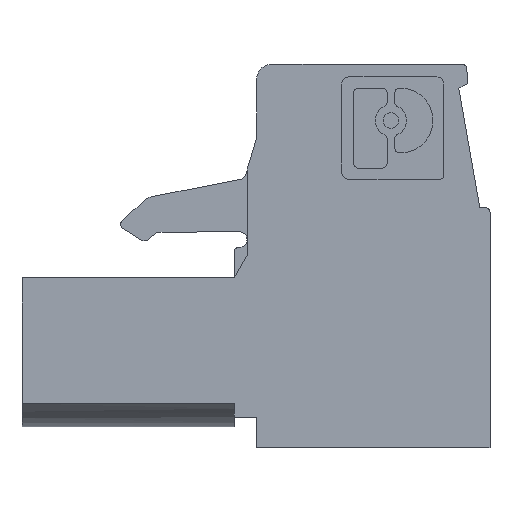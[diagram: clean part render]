
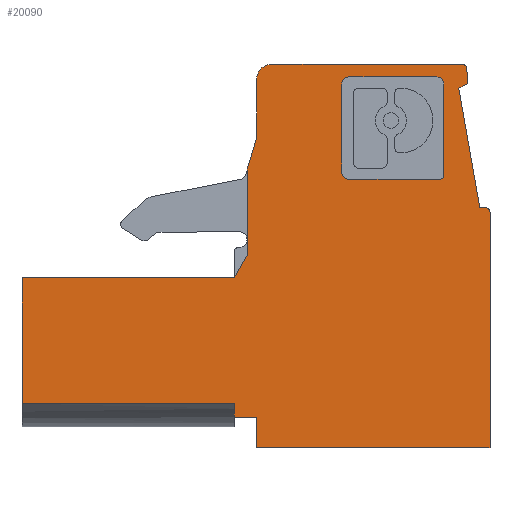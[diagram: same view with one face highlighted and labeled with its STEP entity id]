
A CAD part, left-side view. The second image highlights one B-rep face of the part: STEP entity #20090.
In plain terms, the highlighted face is planar.
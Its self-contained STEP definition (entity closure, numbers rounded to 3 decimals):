
#2780=CARTESIAN_POINT('',(50.097,52.313,2.54));
#2790=DIRECTION('',(0.,0.,1.));
#2800=DIRECTION('',(1.,0.,0.));
#2810=AXIS2_PLACEMENT_3D('',#2780,#2790,#2800);
#2820=CIRCLE('',#2810,0.6);
#2830=CARTESIAN_POINT('',(50.097,52.913,2.54));
#2840=VERTEX_POINT('',#2830);
#2850=CARTESIAN_POINT('',(49.497,52.313,2.54));
#2860=VERTEX_POINT('',#2850);
#2870=EDGE_CURVE('',#2840,#2860,#2820,.T.);
#5880=CARTESIAN_POINT('',(60.024,0.,2.54));
#5890=DIRECTION('',(-0.044,0.999,0.));
#5900=VECTOR('',#5890,1.);
#5910=LINE('',#5880,#5900);
#5920=CARTESIAN_POINT('',(57.747,52.163,2.54));
#5930=VERTEX_POINT('',#5920);
#5940=CARTESIAN_POINT('',(57.722,52.721,2.54));
#5950=VERTEX_POINT('',#5940);
#5960=EDGE_CURVE('',#5930,#5950,#5910,.T.);
#6490=CARTESIAN_POINT('',(40.327,39.643,2.54));
#6500=VERTEX_POINT('',#6490);
#6530=CARTESIAN_POINT('',(0.,39.643,2.54));
#6540=DIRECTION('',(1.,0.,0.));
#6550=VECTOR('',#6540,1.);
#6560=LINE('',#6530,#6550);
#6570=CARTESIAN_POINT('',(48.627,39.643,2.54));
#6580=VERTEX_POINT('',#6570);
#6590=EDGE_CURVE('',#6500,#6580,#6560,.T.);
#13650=CARTESIAN_POINT('',(48.627,44.558,2.54));
#13660=VERTEX_POINT('',#13650);
#13690=CARTESIAN_POINT('',(0.,44.558,2.54));
#13700=DIRECTION('',(1.,0.,0.));
#13710=VECTOR('',#13700,1.);
#13720=LINE('',#13690,#13710);
#13730=CARTESIAN_POINT('',(40.327,44.558,2.54));
#13740=VERTEX_POINT('',#13730);
#13750=EDGE_CURVE('',#13740,#13660,#13720,.T.);
#14470=CARTESIAN_POINT('',(58.627,47.113,2.54));
#14480=VERTEX_POINT('',#14470);
#14510=CARTESIAN_POINT('',(58.427,47.113,2.54));
#14520=DIRECTION('',(0.,0.,1.));
#14530=DIRECTION('',(1.,0.,0.));
#14540=AXIS2_PLACEMENT_3D('',#14510,#14520,#14530);
#14550=CIRCLE('',#14540,0.2);
#14560=CARTESIAN_POINT('',(58.427,47.313,2.54));
#14570=VERTEX_POINT('',#14560);
#14580=EDGE_CURVE('',#14480,#14570,#14550,.T.);
#17250=CARTESIAN_POINT('',(40.327,0.,2.54));
#17260=DIRECTION('',(0.,1.,0.));
#17270=VECTOR('',#17260,1.);
#17280=LINE('',#17250,#17270);
#17290=EDGE_CURVE('',#6500,#13740,#17280,.T.);
#17960=CARTESIAN_POINT('',(48.627,0.,2.54));
#17970=DIRECTION('',(0.,-1.,0.));
#17980=VECTOR('',#17970,1.);
#17990=LINE('',#17960,#17980);
#18000=CARTESIAN_POINT('',(48.627,39.113,2.54));
#18010=VERTEX_POINT('',#18000);
#18020=EDGE_CURVE('',#6580,#18010,#17990,.T.);
#18200=CARTESIAN_POINT('',(0.,0.,2.54));
#18210=DIRECTION('',(0.,0.,1.));
#18220=DIRECTION('',(1.,0.,0.));
#18230=AXIS2_PLACEMENT_3D('',#18200,#18210,#18220);
#18240=PLANE('',#18230);
#18250=CARTESIAN_POINT('',(53.107,52.132,2.54));
#18260=DIRECTION('',(0.,0.,1.));
#18270=DIRECTION('',(1.,0.,0.));
#18280=AXIS2_PLACEMENT_3D('',#18250,#18260,#18270);
#18290=CIRCLE('',#18280,0.281);
#18300=CARTESIAN_POINT('',(53.107,52.413,2.54));
#18310=VERTEX_POINT('',#18300);
#18320=CARTESIAN_POINT('',(52.826,52.132,2.54));
#18330=VERTEX_POINT('',#18320);
#18340=EDGE_CURVE('',#18310,#18330,#18290,.T.);
#18350=ORIENTED_EDGE('',*,*,#18340,.F.);
#18360=CARTESIAN_POINT('',(52.826,0.,2.54));
#18370=DIRECTION('',(0.,1.,0.));
#18380=VECTOR('',#18370,1.);
#18390=LINE('',#18360,#18380);
#18400=CARTESIAN_POINT('',(52.826,48.694,2.54));
#18410=VERTEX_POINT('',#18400);
#18420=EDGE_CURVE('',#18410,#18330,#18390,.T.);
#18430=ORIENTED_EDGE('',*,*,#18420,.T.);
#18440=CARTESIAN_POINT('',(53.107,48.694,2.54));
#18450=DIRECTION('',(0.,0.,1.));
#18460=DIRECTION('',(1.,0.,0.));
#18470=AXIS2_PLACEMENT_3D('',#18440,#18450,#18460);
#18480=CIRCLE('',#18470,0.281);
#18490=CARTESIAN_POINT('',(53.107,48.413,2.54));
#18500=VERTEX_POINT('',#18490);
#18510=EDGE_CURVE('',#18410,#18500,#18480,.T.);
#18520=ORIENTED_EDGE('',*,*,#18510,.F.);
#18530=CARTESIAN_POINT('',(0.,48.413,2.54));
#18540=DIRECTION('',(-1.,0.,0.));
#18550=VECTOR('',#18540,1.);
#18560=LINE('',#18530,#18550);
#18570=CARTESIAN_POINT('',(56.645,48.413,2.54));
#18580=VERTEX_POINT('',#18570);
#18590=EDGE_CURVE('',#18580,#18500,#18560,.T.);
#18600=ORIENTED_EDGE('',*,*,#18590,.T.);
#18610=CARTESIAN_POINT('',(56.645,48.694,2.54));
#18620=DIRECTION('',(0.,0.,1.));
#18630=DIRECTION('',(1.,0.,0.));
#18640=AXIS2_PLACEMENT_3D('',#18610,#18620,#18630);
#18650=CIRCLE('',#18640,0.281);
#18660=CARTESIAN_POINT('',(56.826,48.479,2.54));
#18670=VERTEX_POINT('',#18660);
#18680=EDGE_CURVE('',#18580,#18670,#18650,.T.);
#18690=ORIENTED_EDGE('',*,*,#18680,.F.);
#18700=CARTESIAN_POINT('',(56.826,0.,2.54));
#18710=DIRECTION('',(0.,-1.,0.));
#18720=VECTOR('',#18710,1.);
#18730=LINE('',#18700,#18720);
#18740=CARTESIAN_POINT('',(56.826,52.132,2.54));
#18750=VERTEX_POINT('',#18740);
#18760=EDGE_CURVE('',#18750,#18670,#18730,.T.);
#18770=ORIENTED_EDGE('',*,*,#18760,.T.);
#18780=CARTESIAN_POINT('',(56.545,52.132,2.54));
#18790=DIRECTION('',(0.,0.,1.));
#18800=DIRECTION('',(1.,0.,0.));
#18810=AXIS2_PLACEMENT_3D('',#18780,#18790,#18800);
#18820=CIRCLE('',#18810,0.281);
#18830=CARTESIAN_POINT('',(56.545,52.413,2.54));
#18840=VERTEX_POINT('',#18830);
#18850=EDGE_CURVE('',#18750,#18840,#18820,.T.);
#18860=ORIENTED_EDGE('',*,*,#18850,.F.);
#18870=CARTESIAN_POINT('',(0.,52.413,2.54));
#18880=DIRECTION('',(1.,0.,0.));
#18890=VECTOR('',#18880,1.);
#18900=LINE('',#18870,#18890);
#18910=EDGE_CURVE('',#18310,#18840,#18900,.T.);
#18920=ORIENTED_EDGE('',*,*,#18910,.T.);
#18930=EDGE_LOOP('',(#18920,#18860,#18770,#18690,#18600,#18520,#18430,
#18350));
#18940=FACE_BOUND('',#18930,.T.);
#18950=CARTESIAN_POINT('',(0.,39.113,2.54));
#18960=DIRECTION('',(-1.,0.,0.));
#18970=VECTOR('',#18960,1.);
#18980=LINE('',#18950,#18970);
#18990=CARTESIAN_POINT('',(49.497,39.113,2.54));
#19000=VERTEX_POINT('',#18990);
#19010=EDGE_CURVE('',#19000,#18010,#18980,.T.);
#19020=ORIENTED_EDGE('',*,*,#19010,.F.);
#19030=ORIENTED_EDGE('',*,*,#18020,.T.);
#19040=ORIENTED_EDGE('',*,*,#6590,.T.);
#19050=ORIENTED_EDGE('',*,*,#17290,.F.);
#19060=ORIENTED_EDGE('',*,*,#13750,.F.);
#19070=CARTESIAN_POINT('',(22.901,0.,2.54));
#19080=DIRECTION('',(-0.5,-0.866,0.));
#19090=VECTOR('',#19080,1.);
#19100=LINE('',#19070,#19090);
#19110=CARTESIAN_POINT('',(49.127,45.424,2.54));
#19120=VERTEX_POINT('',#19110);
#19130=EDGE_CURVE('',#19120,#13660,#19100,.T.);
#19140=ORIENTED_EDGE('',*,*,#19130,.T.);
#19150=CARTESIAN_POINT('',(49.127,0.,2.54));
#19160=DIRECTION('',(0.,1.,0.));
#19170=VECTOR('',#19160,1.);
#19180=LINE('',#19150,#19170);
#19190=CARTESIAN_POINT('',(49.127,48.775,2.54));
#19200=VERTEX_POINT('',#19190);
#19210=EDGE_CURVE('',#19120,#19200,#19180,.T.);
#19220=ORIENTED_EDGE('',*,*,#19210,.F.);
#19230=CARTESIAN_POINT('',(0.,76.681,2.54));
#19240=DIRECTION('',(-0.87,0.494,0.));
#19250=VECTOR('',#19240,1.);
#19260=LINE('',#19230,#19250);
#19270=CARTESIAN_POINT('',(49.127,48.775,2.54));
#19280=VERTEX_POINT('',#19270);
#19290=EDGE_CURVE('',#19200,#19280,#19260,.T.);
#19300=ORIENTED_EDGE('',*,*,#19290,.F.);
#19310=CARTESIAN_POINT('',(34.539,0.,2.54));
#19320=DIRECTION('',(-0.287,-0.958,0.));
#19330=VECTOR('',#19320,1.);
#19340=LINE('',#19310,#19330);
#19350=CARTESIAN_POINT('',(49.497,50.013,2.54));
#19360=VERTEX_POINT('',#19350);
#19370=EDGE_CURVE('',#19360,#19280,#19340,.T.);
#19380=ORIENTED_EDGE('',*,*,#19370,.T.);
#19390=CARTESIAN_POINT('',(49.497,0.,2.54));
#19400=DIRECTION('',(0.,1.,0.));
#19410=VECTOR('',#19400,1.);
#19420=LINE('',#19390,#19410);
#19430=EDGE_CURVE('',#19360,#2860,#19420,.T.);
#19440=ORIENTED_EDGE('',*,*,#19430,.F.);
#19450=ORIENTED_EDGE('',*,*,#2870,.T.);
#19460=CARTESIAN_POINT('',(0.,52.913,2.54));
#19470=DIRECTION('',(1.,0.,0.));
#19480=VECTOR('',#19470,1.);
#19490=LINE('',#19460,#19480);
#19500=CARTESIAN_POINT('',(57.522,52.913,2.54));
#19510=VERTEX_POINT('',#19500);
#19520=EDGE_CURVE('',#2840,#19510,#19490,.T.);
#19530=ORIENTED_EDGE('',*,*,#19520,.F.);
#19540=CARTESIAN_POINT('',(57.522,52.713,2.54));
#19550=DIRECTION('',(0.,0.,1.));
#19560=DIRECTION('',(1.,0.,0.));
#19570=AXIS2_PLACEMENT_3D('',#19540,#19550,#19560);
#19580=CIRCLE('',#19570,0.2);
#19590=EDGE_CURVE('',#5950,#19510,#19580,.T.);
#19600=ORIENTED_EDGE('',*,*,#19590,.T.);
#19610=ORIENTED_EDGE('',*,*,#5960,.T.);
#19620=CARTESIAN_POINT('',(0.,18.823,2.54));
#19630=DIRECTION('',(-0.866,-0.5,0.));
#19640=VECTOR('',#19630,1.);
#19650=LINE('',#19620,#19640);
#19660=CARTESIAN_POINT('',(57.406,51.966,2.54));
#19670=VERTEX_POINT('',#19660);
#19680=EDGE_CURVE('',#5930,#19670,#19650,.T.);
#19690=ORIENTED_EDGE('',*,*,#19680,.F.);
#19700=CARTESIAN_POINT('',(66.569,0.,2.54));
#19710=DIRECTION('',(0.174,-0.985,0.));
#19720=VECTOR('',#19710,1.);
#19730=LINE('',#19700,#19720);
#19740=CARTESIAN_POINT('',(58.227,47.313,2.54));
#19750=VERTEX_POINT('',#19740);
#19760=EDGE_CURVE('',#19670,#19750,#19730,.T.);
#19770=ORIENTED_EDGE('',*,*,#19760,.F.);
#19780=CARTESIAN_POINT('',(0.1,47.313,2.54));
#19790=DIRECTION('',(-1.,0.,0.));
#19800=VECTOR('',#19790,1.);
#19810=LINE('',#19780,#19800);
#19820=EDGE_CURVE('',#14570,#19750,#19810,.T.);
#19830=ORIENTED_EDGE('',*,*,#19820,.T.);
#19840=ORIENTED_EDGE('',*,*,#14580,.T.);
#19850=CARTESIAN_POINT('',(58.627,0.,2.54));
#19860=DIRECTION('',(0.,-1.,0.));
#19870=VECTOR('',#19860,1.);
#19880=LINE('',#19850,#19870);
#19890=CARTESIAN_POINT('',(58.627,37.913,2.54));
#19900=VERTEX_POINT('',#19890);
#19910=EDGE_CURVE('',#14480,#19900,#19880,.T.);
#19920=ORIENTED_EDGE('',*,*,#19910,.F.);
#19930=CARTESIAN_POINT('',(0.,37.913,2.54));
#19940=DIRECTION('',(-1.,0.,0.));
#19950=VECTOR('',#19940,1.);
#19960=LINE('',#19930,#19950);
#19970=CARTESIAN_POINT('',(49.497,37.913,2.54));
#19980=VERTEX_POINT('',#19970);
#19990=EDGE_CURVE('',#19900,#19980,#19960,.T.);
#20000=ORIENTED_EDGE('',*,*,#19990,.F.);
#20010=CARTESIAN_POINT('',(49.497,0.,2.54));
#20020=DIRECTION('',(0.,1.,0.));
#20030=VECTOR('',#20020,1.);
#20040=LINE('',#20010,#20030);
#20050=EDGE_CURVE('',#19980,#19000,#20040,.T.);
#20060=ORIENTED_EDGE('',*,*,#20050,.F.);
#20070=EDGE_LOOP('',(#20060,#20000,#19920,#19840,#19830,#19770,#19690,
#19610,#19600,#19530,#19450,#19440,#19380,#19300,#19220,#19140,#19060,
#19050,#19040,#19030,#19020));
#20080=FACE_OUTER_BOUND('',#20070,.T.);
#20090=ADVANCED_FACE('mstb_2.5-nnn-stf-5.08',(#18940,#20080),#18240,.T.)
;
